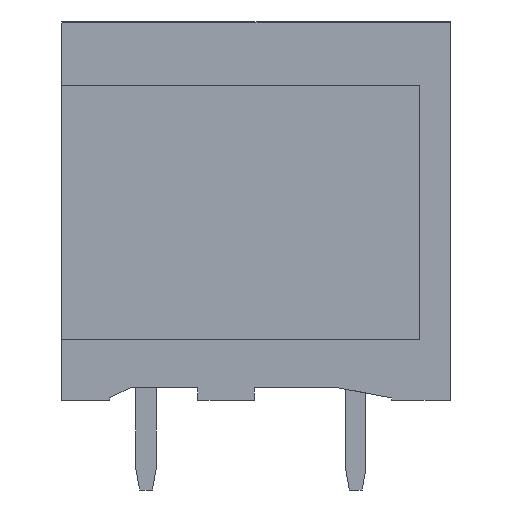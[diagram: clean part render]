
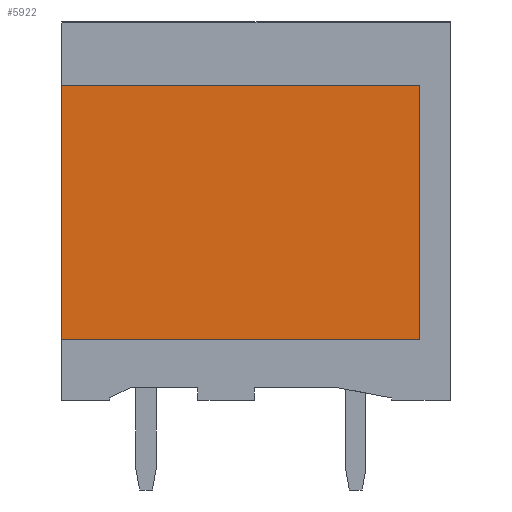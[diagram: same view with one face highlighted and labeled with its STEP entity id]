
A CAD part, left-side view. The second image highlights one B-rep face of the part: STEP entity #5922.
In plain terms, the highlighted planar face has unit normal (-1, 0, 0).
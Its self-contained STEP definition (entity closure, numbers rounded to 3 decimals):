
#5902=AXIS2_PLACEMENT_3D('Plane Axis2P3D',#5899,#5900,#5901) ;
#2137=CARTESIAN_POINT('Vertex',(1.1,15.2,5.9)) ;
#2140=CARTESIAN_POINT('Line Origine',(1.1,15.2,10.85)) ;
#2144=CARTESIAN_POINT('Vertex',(1.1,15.2,15.8)) ;
#5883=CARTESIAN_POINT('Vertex',(1.1,1.2,5.9)) ;
#5886=CARTESIAN_POINT('Line Origine',(1.1,8.2,5.9)) ;
#5899=CARTESIAN_POINT('Axis2P3D Location',(1.1,0.,5.9)) ;
#5904=CARTESIAN_POINT('Line Origine',(1.1,1.2,10.85)) ;
#5908=CARTESIAN_POINT('Vertex',(1.1,1.2,15.8)) ;
#5911=CARTESIAN_POINT('Line Origine',(1.1,8.2,15.8)) ;
#2141=DIRECTION('Vector Direction',(0.,0.,1.)) ;
#5887=DIRECTION('Vector Direction',(0.,1.,0.)) ;
#5900=DIRECTION('Axis2P3D Direction',(-1.,0.,0.)) ;
#5901=DIRECTION('Axis2P3D XDirection',(0.,0.,1.)) ;
#5905=DIRECTION('Vector Direction',(0.,0.,1.)) ;
#5912=DIRECTION('Vector Direction',(0.,1.,0.)) ;
#2142=VECTOR('Line Direction',#2141,1.) ;
#5888=VECTOR('Line Direction',#5887,1.) ;
#5906=VECTOR('Line Direction',#5905,1.) ;
#5913=VECTOR('Line Direction',#5912,1.) ;
#5917=ORIENTED_EDGE('',*,*,#5890,.F.) ;
#5918=ORIENTED_EDGE('',*,*,#5910,.T.) ;
#5919=ORIENTED_EDGE('',*,*,#5915,.T.) ;
#5920=ORIENTED_EDGE('',*,*,#2146,.F.) ;
#5922=ADVANCED_FACE('HOUSING',(#5921),#5903,.T.) ;
#2146=EDGE_CURVE('',#2138,#2145,#2143,.T.) ;
#5890=EDGE_CURVE('',#5884,#2138,#5889,.T.) ;
#5910=EDGE_CURVE('',#5884,#5909,#5907,.T.) ;
#5915=EDGE_CURVE('',#5909,#2145,#5914,.T.) ;
#5916=EDGE_LOOP('',(#5917,#5918,#5919,#5920)) ;
#5921=FACE_OUTER_BOUND('',#5916,.T.) ;
#2143=LINE('Line',#2140,#2142) ;
#5889=LINE('Line',#5886,#5888) ;
#5907=LINE('Line',#5904,#5906) ;
#5914=LINE('Line',#5911,#5913) ;
#5903=PLANE('',#5902) ;
#2138=VERTEX_POINT('',#2137) ;
#2145=VERTEX_POINT('',#2144) ;
#5884=VERTEX_POINT('',#5883) ;
#5909=VERTEX_POINT('',#5908) ;
